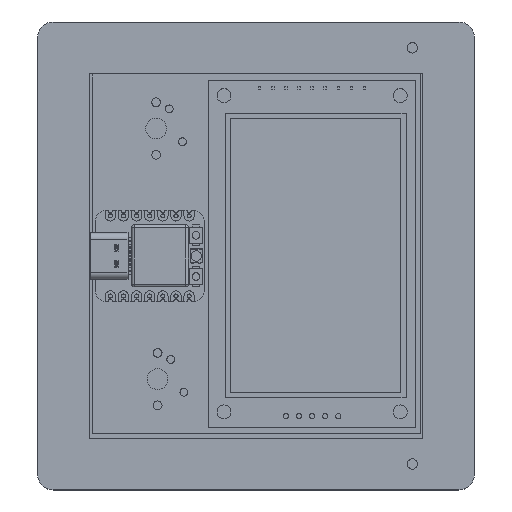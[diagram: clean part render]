
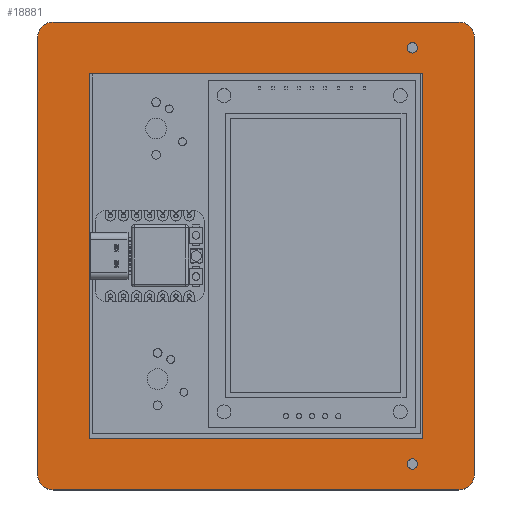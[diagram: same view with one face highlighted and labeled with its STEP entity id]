
A CAD part, top view. The second image highlights one B-rep face of the part: STEP entity #18881.
In plain terms, the highlighted planar face has unit normal (0, 0, 1).
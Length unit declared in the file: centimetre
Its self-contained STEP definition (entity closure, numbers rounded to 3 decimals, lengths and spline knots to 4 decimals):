
#219=FACE_BOUND('',#3440,.T.);
#220=FACE_BOUND('',#3441,.T.);
#221=FACE_BOUND('',#3442,.T.);
#746=CIRCLE('',#20483,0.1);
#748=CIRCLE('',#20487,0.1);
#750=CIRCLE('',#20491,0.3);
#751=CIRCLE('',#20492,0.3);
#752=CIRCLE('',#20493,0.3);
#753=CIRCLE('',#20494,0.3);
#2240=FACE_OUTER_BOUND('',#3439,.T.);
#3439=EDGE_LOOP('',(#17042,#17043,#17044,#17045,#17046,#17047,#17048,#17049,
#17050,#17051));
#3440=EDGE_LOOP('',(#17052));
#3441=EDGE_LOOP('',(#17053));
#3442=EDGE_LOOP('',(#17054,#17055,#17056,#17057));
#5497=LINE('',#31026,#7587);
#5499=LINE('',#31031,#7589);
#5503=LINE('',#31038,#7593);
#5521=LINE('',#31095,#7611);
#5522=LINE('',#31100,#7612);
#5523=LINE('',#31103,#7613);
#5524=LINE('',#31106,#7614);
#5525=LINE('',#31108,#7615);
#5526=LINE('',#31110,#7616);
#5527=LINE('',#31111,#7617);
#7587=VECTOR('',#25535,1.);
#7589=VECTOR('',#25539,1.);
#7593=VECTOR('',#25543,1.);
#7611=VECTOR('',#25603,1.);
#7612=VECTOR('',#25608,1.);
#7613=VECTOR('',#25611,1.);
#7614=VECTOR('',#25612,1.);
#7615=VECTOR('',#25613,1.);
#7616=VECTOR('',#25614,1.);
#7617=VECTOR('',#25615,1.);
#9288=VERTEX_POINT('',#30993);
#9291=VERTEX_POINT('',#31011);
#9293=VERTEX_POINT('',#31030);
#9296=VERTEX_POINT('',#31036);
#9308=VERTEX_POINT('',#31077);
#9310=VERTEX_POINT('',#31084);
#9312=VERTEX_POINT('',#31091);
#9313=VERTEX_POINT('',#31092);
#9314=VERTEX_POINT('',#31094);
#9315=VERTEX_POINT('',#31097);
#9316=VERTEX_POINT('',#31099);
#9317=VERTEX_POINT('',#31101);
#9318=VERTEX_POINT('',#31104);
#9319=VERTEX_POINT('',#31105);
#9320=VERTEX_POINT('',#31107);
#9321=VERTEX_POINT('',#31109);
#11863=EDGE_CURVE('',#9291,#9288,#5497,.T.);
#11865=EDGE_CURVE('',#9288,#9293,#5499,.T.);
#11869=EDGE_CURVE('',#9296,#9291,#5503,.T.);
#11889=EDGE_CURVE('',#9308,#9308,#746,.T.);
#11892=EDGE_CURVE('',#9310,#9310,#748,.T.);
#11895=EDGE_CURVE('',#9312,#9313,#750,.T.);
#11896=EDGE_CURVE('',#9314,#9312,#5521,.T.);
#11897=EDGE_CURVE('',#9293,#9314,#751,.T.);
#11898=EDGE_CURVE('',#9315,#9296,#752,.T.);
#11899=EDGE_CURVE('',#9316,#9315,#5522,.T.);
#11900=EDGE_CURVE('',#9317,#9316,#753,.T.);
#11901=EDGE_CURVE('',#9313,#9317,#5523,.T.);
#11902=EDGE_CURVE('',#9318,#9319,#5524,.T.);
#11903=EDGE_CURVE('',#9320,#9318,#5525,.T.);
#11904=EDGE_CURVE('',#9321,#9320,#5526,.T.);
#11905=EDGE_CURVE('',#9319,#9321,#5527,.T.);
#17042=ORIENTED_EDGE('',*,*,#11895,.F.);
#17043=ORIENTED_EDGE('',*,*,#11896,.F.);
#17044=ORIENTED_EDGE('',*,*,#11897,.F.);
#17045=ORIENTED_EDGE('',*,*,#11865,.F.);
#17046=ORIENTED_EDGE('',*,*,#11863,.F.);
#17047=ORIENTED_EDGE('',*,*,#11869,.F.);
#17048=ORIENTED_EDGE('',*,*,#11898,.F.);
#17049=ORIENTED_EDGE('',*,*,#11899,.F.);
#17050=ORIENTED_EDGE('',*,*,#11900,.F.);
#17051=ORIENTED_EDGE('',*,*,#11901,.F.);
#17052=ORIENTED_EDGE('',*,*,#11889,.T.);
#17053=ORIENTED_EDGE('',*,*,#11892,.T.);
#17054=ORIENTED_EDGE('',*,*,#11902,.F.);
#17055=ORIENTED_EDGE('',*,*,#11903,.F.);
#17056=ORIENTED_EDGE('',*,*,#11904,.F.);
#17057=ORIENTED_EDGE('',*,*,#11905,.F.);
#17862=PLANE('',#20490);
#18881=ADVANCED_FACE('',(#2240,#219,#220,#221),#17862,.T.);
#20483=AXIS2_PLACEMENT_3D('',#31078,#25583,#25584);
#20487=AXIS2_PLACEMENT_3D('',#31085,#25592,#25593);
#20490=AXIS2_PLACEMENT_3D('',#31090,#25599,#25600);
#20491=AXIS2_PLACEMENT_3D('',#31093,#25601,#25602);
#20492=AXIS2_PLACEMENT_3D('',#31096,#25604,#25605);
#20493=AXIS2_PLACEMENT_3D('',#31098,#25606,#25607);
#20494=AXIS2_PLACEMENT_3D('',#31102,#25609,#25610);
#25535=DIRECTION('',(0.,1.,0.));
#25539=DIRECTION('',(0.,1.,0.));
#25543=DIRECTION('',(0.,1.,0.));
#25583=DIRECTION('center_axis',(0.,0.,-1.));
#25584=DIRECTION('ref_axis',(-1.,0.,0.));
#25592=DIRECTION('center_axis',(0.,0.,-1.));
#25593=DIRECTION('ref_axis',(-1.,0.,0.));
#25599=DIRECTION('center_axis',(0.,0.,1.));
#25600=DIRECTION('ref_axis',(1.,0.,0.));
#25601=DIRECTION('center_axis',(0.,0.,-1.));
#25602=DIRECTION('ref_axis',(0.707,0.707,0.));
#25603=DIRECTION('',(1.,0.,0.));
#25604=DIRECTION('center_axis',(0.,0.,-1.));
#25605=DIRECTION('ref_axis',(-0.707,0.707,0.));
#25606=DIRECTION('center_axis',(0.,0.,-1.));
#25607=DIRECTION('ref_axis',(-0.707,-0.707,0.));
#25608=DIRECTION('',(-1.,0.,0.));
#25609=DIRECTION('center_axis',(0.,0.,-1.));
#25610=DIRECTION('ref_axis',(0.707,-0.707,0.));
#25611=DIRECTION('',(0.,-1.,0.));
#25612=DIRECTION('',(1.,0.,0.));
#25613=DIRECTION('',(0.,-1.,0.));
#25614=DIRECTION('',(-1.,0.,0.));
#25615=DIRECTION('',(0.,1.,0.));
#30993=CARTESIAN_POINT('',(-14.7316,12.1763,2.3));
#31011=CARTESIAN_POINT('',(-14.7316,9.9263,2.3));
#31026=CARTESIAN_POINT('',(-14.7316,13.3138,2.3));
#31030=CARTESIAN_POINT('',(-14.7316,15.2763,2.3));
#31031=CARTESIAN_POINT('',(-14.7316,13.3138,2.3));
#31036=CARTESIAN_POINT('',(-14.7316,6.8263,2.3));
#31038=CARTESIAN_POINT('',(-14.7316,13.3138,2.3));
#31077=CARTESIAN_POINT('',(-7.3816,15.0763,2.3));
#31078=CARTESIAN_POINT('Origin',(-7.4816,15.0763,2.3));
#31084=CARTESIAN_POINT('',(-7.3816,7.0263,2.3));
#31085=CARTESIAN_POINT('Origin',(-7.4816,7.0263,2.3));
#31090=CARTESIAN_POINT('Origin',(-10.5066,11.0513,2.3));
#31091=CARTESIAN_POINT('',(-6.5816,15.5763,2.3));
#31092=CARTESIAN_POINT('',(-6.2816,15.2763,2.3));
#31093=CARTESIAN_POINT('Origin',(-6.5816,15.2763,2.3));
#31094=CARTESIAN_POINT('',(-14.4316,15.5763,2.3));
#31095=CARTESIAN_POINT('',(-8.3941,15.5763,2.3));
#31096=CARTESIAN_POINT('Origin',(-14.4316,15.2763,2.3));
#31097=CARTESIAN_POINT('',(-14.4316,6.5263,2.3));
#31098=CARTESIAN_POINT('Origin',(-14.4316,6.8263,2.3));
#31099=CARTESIAN_POINT('',(-6.5816,6.5263,2.3));
#31100=CARTESIAN_POINT('',(-12.6191,6.5263,2.3));
#31101=CARTESIAN_POINT('',(-6.2816,6.8263,2.3));
#31102=CARTESIAN_POINT('Origin',(-6.5816,6.8263,2.3));
#31103=CARTESIAN_POINT('',(-6.2816,8.7888,2.3));
#31104=CARTESIAN_POINT('',(-13.7316,7.5263,2.3));
#31105=CARTESIAN_POINT('',(-7.2816,7.5263,2.3));
#31106=CARTESIAN_POINT('',(-8.8941,7.5263,2.3));
#31107=CARTESIAN_POINT('',(-13.7316,14.5763,2.3));
#31108=CARTESIAN_POINT('',(-13.7316,9.2888,2.3));
#31109=CARTESIAN_POINT('',(-7.2816,14.5763,2.3));
#31110=CARTESIAN_POINT('',(-12.1191,14.5763,2.3));
#31111=CARTESIAN_POINT('',(-7.2816,12.8138,2.3));
